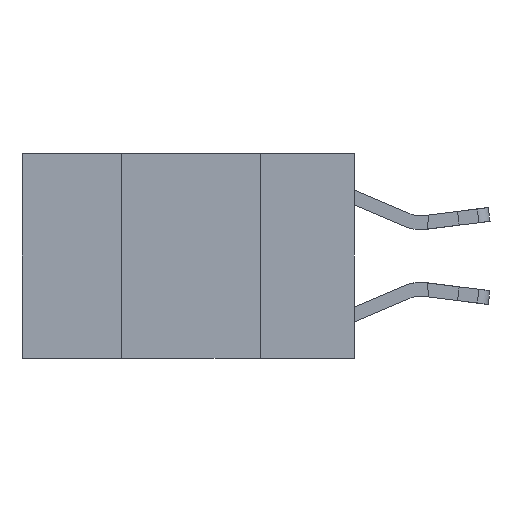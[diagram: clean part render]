
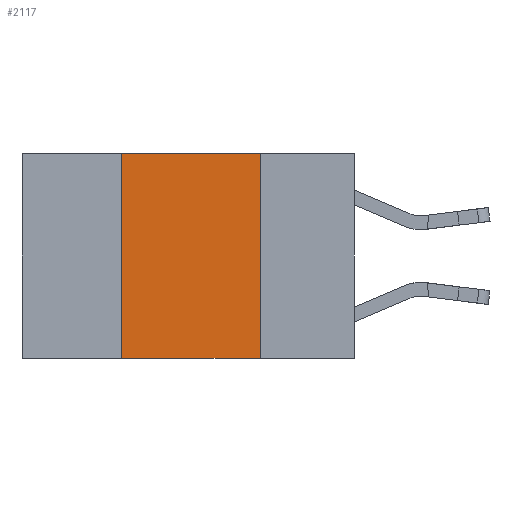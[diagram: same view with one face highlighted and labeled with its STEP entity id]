
A CAD part, left-side view. The second image highlights one B-rep face of the part: STEP entity #2117.
In plain terms, the highlighted planar face has unit normal (-1, 0, 0).
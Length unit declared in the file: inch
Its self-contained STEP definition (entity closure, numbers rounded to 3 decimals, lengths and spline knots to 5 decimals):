
#186 = EDGE_CURVE ( 'NONE', #8690, #7537, #9822, .T. ) ;
#698 = VERTEX_POINT ( 'NONE', #13098 ) ;
#747 = CARTESIAN_POINT ( 'NONE',  ( 0., 0.6, 0. ) ) ;
#992 = PLANE ( 'NONE',  #9381 ) ;
#1504 = CARTESIAN_POINT ( 'NONE',  ( 0., 0.42, 0. ) ) ;
#2117 = ADVANCED_FACE ( 'NONE', ( #12014 ), #992, .F. ) ;
#2591 = CARTESIAN_POINT ( 'NONE',  ( 0., 0.42, 0. ) ) ;
#3366 = ORIENTED_EDGE ( 'NONE', *, *, #5170, .F. ) ;
#3691 = VERTEX_POINT ( 'NONE', #8842 ) ;
#3899 = ORIENTED_EDGE ( 'NONE', *, *, #14008, .F. ) ;
#4101 = CARTESIAN_POINT ( 'NONE',  ( 0., 0.17, 0. ) ) ;
#4295 = LINE ( 'NONE', #13750, #4418 ) ;
#4418 = VECTOR ( 'NONE', #11295, 39.37008 ) ;
#4493 = ORIENTED_EDGE ( 'NONE', *, *, #186, .F. ) ;
#5170 = EDGE_CURVE ( 'NONE', #3691, #698, #10219, .T. ) ;
#5946 = ORIENTED_EDGE ( 'NONE', *, *, #14967, .T. ) ;
#6621 = CARTESIAN_POINT ( 'NONE',  ( 0., 0.6, -0.37 ) ) ;
#7537 = VERTEX_POINT ( 'NONE', #1504 ) ;
#7618 = DIRECTION ( 'NONE',  ( 0., 0., 1. ) ) ;
#8690 = VERTEX_POINT ( 'NONE', #14227 ) ;
#8842 = CARTESIAN_POINT ( 'NONE',  ( 0., 0.17, 0. ) ) ;
#8999 = DIRECTION ( 'NONE',  ( 0., 0., -1. ) ) ;
#9381 = AXIS2_PLACEMENT_3D ( 'NONE', #747, #9425, #13164 ) ;
#9425 = DIRECTION ( 'NONE',  ( 1., 0., 0. ) ) ;
#9822 = LINE ( 'NONE', #2591, #13896 ) ;
#10219 = LINE ( 'NONE', #4101, #14082 ) ;
#10505 = LINE ( 'NONE', #6621, #11666 ) ;
#11295 = DIRECTION ( 'NONE',  ( 0., -1., 0. ) ) ;
#11666 = VECTOR ( 'NONE', #13930, 39.37008 ) ;
#12014 = FACE_OUTER_BOUND ( 'NONE', #15144, .T. ) ;
#13098 = CARTESIAN_POINT ( 'NONE',  ( 0., 0.17, -0.37 ) ) ;
#13164 = DIRECTION ( 'NONE',  ( 0., 0., -1. ) ) ;
#13750 = CARTESIAN_POINT ( 'NONE',  ( 0., 0.6, 0. ) ) ;
#13896 = VECTOR ( 'NONE', #7618, 39.37008 ) ;
#13930 = DIRECTION ( 'NONE',  ( 0., -1., 0. ) ) ;
#14008 = EDGE_CURVE ( 'NONE', #7537, #3691, #4295, .T. ) ;
#14082 = VECTOR ( 'NONE', #8999, 39.37008 ) ;
#14227 = CARTESIAN_POINT ( 'NONE',  ( 0., 0.42, -0.37 ) ) ;
#14967 = EDGE_CURVE ( 'NONE', #8690, #698, #10505, .T. ) ;
#15144 = EDGE_LOOP ( 'NONE', ( #3366, #3899, #4493, #5946 ) ) ;
